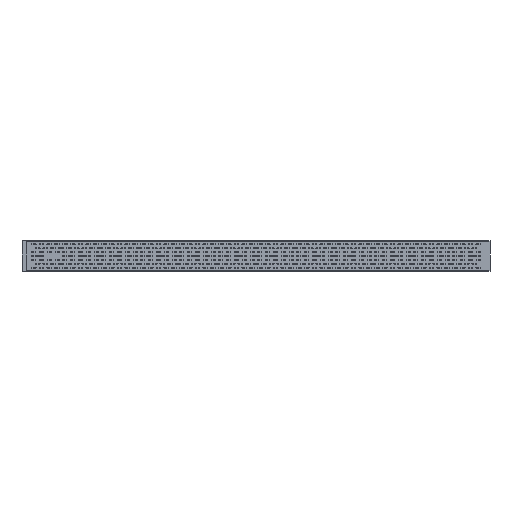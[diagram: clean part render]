
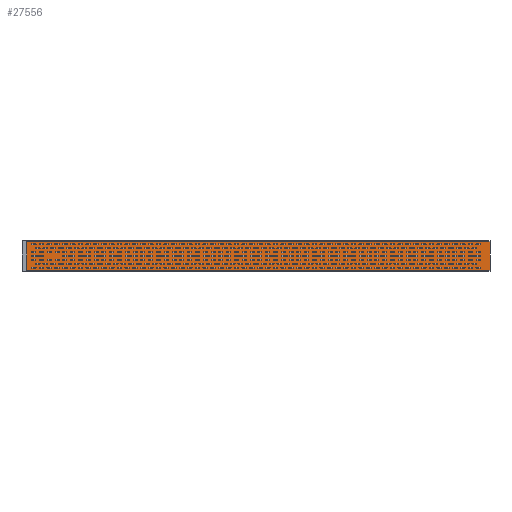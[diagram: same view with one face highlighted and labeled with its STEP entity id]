
A CAD part, top view. The second image highlights one B-rep face of the part: STEP entity #27556.
In plain terms, the highlighted planar face has unit normal (0, 0, 1).
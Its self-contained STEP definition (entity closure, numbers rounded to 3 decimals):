
#5626=FACE_OUTER_BOUND('',#6831,.T.);
#6831=EDGE_LOOP('',(#21590,#21591,#21592,#21593));
#8040=LINE('',#41425,#10328);
#8041=LINE('',#41427,#10329);
#8042=LINE('',#41429,#10330);
#8043=LINE('',#41430,#10331);
#10328=VECTOR('',#32223,1.);
#10329=VECTOR('',#32224,1.);
#10330=VECTOR('',#32225,1.);
#10331=VECTOR('',#32226,1.);
#12616=VERTEX_POINT('',#41423);
#12617=VERTEX_POINT('',#41424);
#12618=VERTEX_POINT('',#41426);
#12619=VERTEX_POINT('',#41428);
#17051=EDGE_CURVE('',#12616,#12617,#8040,.T.);
#17052=EDGE_CURVE('',#12616,#12618,#8041,.T.);
#17053=EDGE_CURVE('',#12618,#12619,#8042,.F.);
#17054=EDGE_CURVE('',#12617,#12619,#8043,.T.);
#21590=ORIENTED_EDGE('',*,*,#17051,.F.);
#21591=ORIENTED_EDGE('',*,*,#17052,.T.);
#21592=ORIENTED_EDGE('',*,*,#17053,.T.);
#21593=ORIENTED_EDGE('',*,*,#17054,.F.);
#26409=PLANE('',#28763);
#27556=ADVANCED_FACE('',(#5626),#26409,.T.);
#28763=AXIS2_PLACEMENT_3D('',#41422,#32221,#32222);
#32221=DIRECTION('center_axis',(0.,0.,1.));
#32222=DIRECTION('ref_axis',(1.,0.,0.));
#32223=DIRECTION('',(-1.,0.,0.));
#32224=DIRECTION('',(0.,1.,0.));
#32225=DIRECTION('',(1.,0.,0.));
#32226=DIRECTION('',(0.,1.,0.));
#41422=CARTESIAN_POINT('Origin',(1723.641,868.699,-37.9));
#41423=CARTESIAN_POINT('',(3238.641,771.299,-37.9));
#41424=CARTESIAN_POINT('',(239.631,771.299,-37.9));
#41425=CARTESIAN_POINT('',(239.636,771.299,-37.9));
#41426=CARTESIAN_POINT('',(3238.641,966.099,-37.9));
#41427=CARTESIAN_POINT('',(3238.641,868.699,-37.9));
#41428=CARTESIAN_POINT('',(239.631,966.099,-37.9));
#41429=CARTESIAN_POINT('',(239.636,966.099,-37.9));
#41430=CARTESIAN_POINT('',(239.631,868.699,-37.9));
